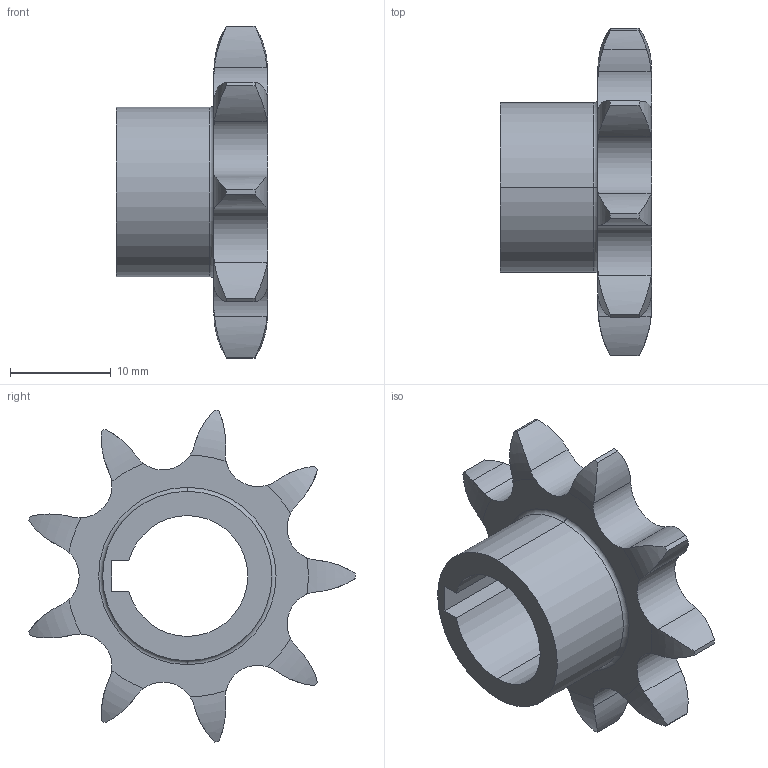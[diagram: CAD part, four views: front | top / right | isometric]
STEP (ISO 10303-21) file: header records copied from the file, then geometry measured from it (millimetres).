
FILE_DESCRIPTION (( 'STEP AP203' ), '1' );
FILE_NAME ('9T 06b1.STEP', '2017-03-12T23:48:32', ( '' ), ( '' ), 'SwSTEP 2.0', 'SolidWorks 2015', '' );
FILE_SCHEMA (( 'CONFIG_CONTROL_DESIGN' ));
Length unit declared in the file: millimetre
Products named in the file (1): 9T 06b1
Bounding box: 15 x 32.48 x 32.98 mm (x, y, z)
Volume: 3086.6 mm3; surface area: 2604.7 mm2
Topology: 1 solids, 1 shells, 71 faces, 202 edges, 134 vertices
Faces by surface type: cylinder 45, torus 20, plane 6
Entity records: 2663 total; most frequent: CARTESIAN_POINT 810, ORIENTED_EDGE 404, DIRECTION 342, EDGE_CURVE 202, AXIS2_PLACEMENT_3D 144, VERTEX_POINT 134, B_SPLINE_CURVE_WITH_KNOTS 76, EDGE_LOOP 74
